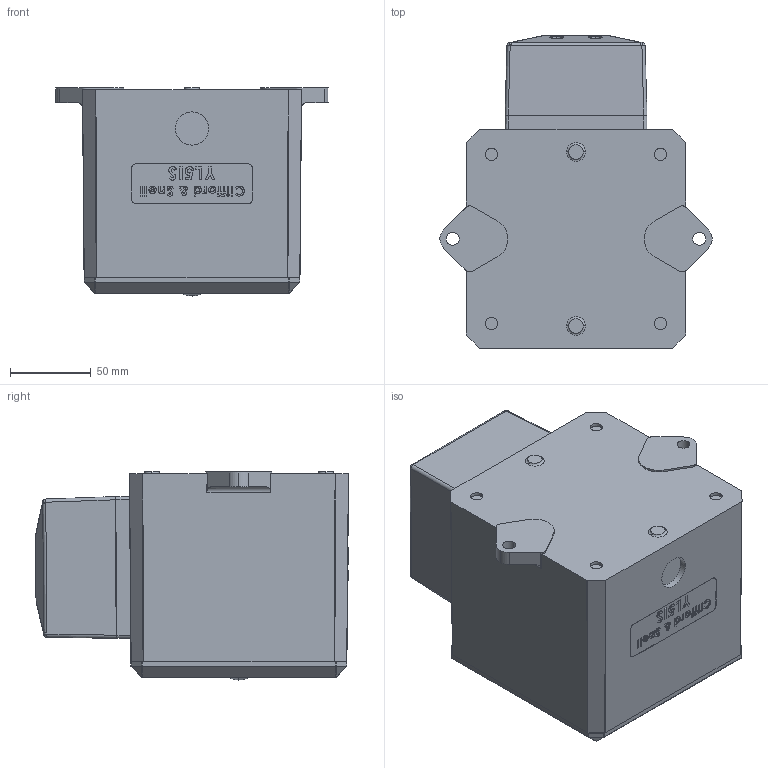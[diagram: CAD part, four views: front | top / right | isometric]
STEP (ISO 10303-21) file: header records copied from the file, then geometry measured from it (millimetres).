
FILE_DESCRIPTION (( 'STEP AP214' ), '1' );
FILE_NAME ('YL5IS.STEP', '2021-05-19T09:50:37', ( '' ), ( '' ), 'SwSTEP 2.0', 'SolidWorks 2021', '' );
FILE_SCHEMA (( 'AUTOMOTIVE_DESIGN' ));
Length unit declared in the file: millimetre
Products named in the file (1): YL5IS
Bounding box: 168.97 x 194.3 x 129.11 mm (x, y, z)
Volume: 2444256.1 mm3; surface area: 186570.1 mm2
Topology: 28 solids, 28 shells, 749 faces, 1827 edges, 1161 vertices
Faces by surface type: plane 356, cylinder 138, bspline 129, cone 78, sphere 26, torus 22
Entity records: 35968 total; most frequent: CARTESIAN_POINT 11089, ORIENTED_EDGE 3638, DIRECTION 2999, EDGE_CURVE 1819, VERTEX_POINT 1161, VECTOR 1009, LINE 1009, AXIS2_PLACEMENT_3D 995
